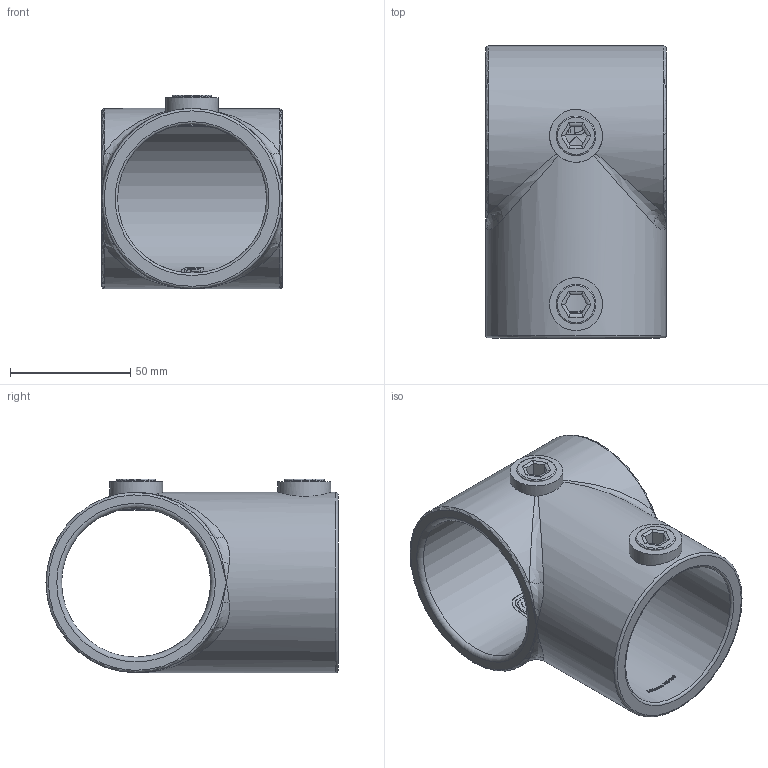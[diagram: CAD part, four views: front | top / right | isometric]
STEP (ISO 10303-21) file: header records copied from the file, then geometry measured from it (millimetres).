
FILE_DESCRIPTION (( 'STEP AP203' ), '1' );
FILE_NAME ('101-E60.STEP', '2021-12-01T08:53:00', ( '' ), ( '' ), 'SwSTEP 2.0', 'SolidWorks 2018', '' );
FILE_SCHEMA (( 'CONFIG_CONTROL_DESIGN' ));
Length unit declared in the file: millimetre
Products named in the file (6): 101-E60 Teil2; 101-E60; 101-E60 Teil1; 101-E60 Teil1_101-E60 Teil1
Assembly tree (3 placements, depth 2):
  101-E60 Teil2
  101-E60
    101-E60 Teil1_101-E60 Teil1
    101-E60 Teil2  x2
  101-E60 Teil1
  101-E60 Teil2
Bounding box: 75 x 121.5 x 80.5 mm (x, y, z)
Volume: 164502.8 mm3; surface area: 56525 mm2
Topology: 3 solids, 3 shells, 305 faces, 800 edges, 509 vertices
Faces by surface type: plane 126, bspline 113, cylinder 56, torus 10
Full cylindrical faces by diameter (mm): 15.25 x2, 16.5 x2, 22 x2, 62 x2, 75 x1
Entity records: 13878 total; most frequent: CARTESIAN_POINT 7253, ORIENTED_EDGE 1432, DIRECTION 938, EDGE_CURVE 716, VERTEX_POINT 474, VECTOR 334, LINE 334, EDGE_LOOP 328
